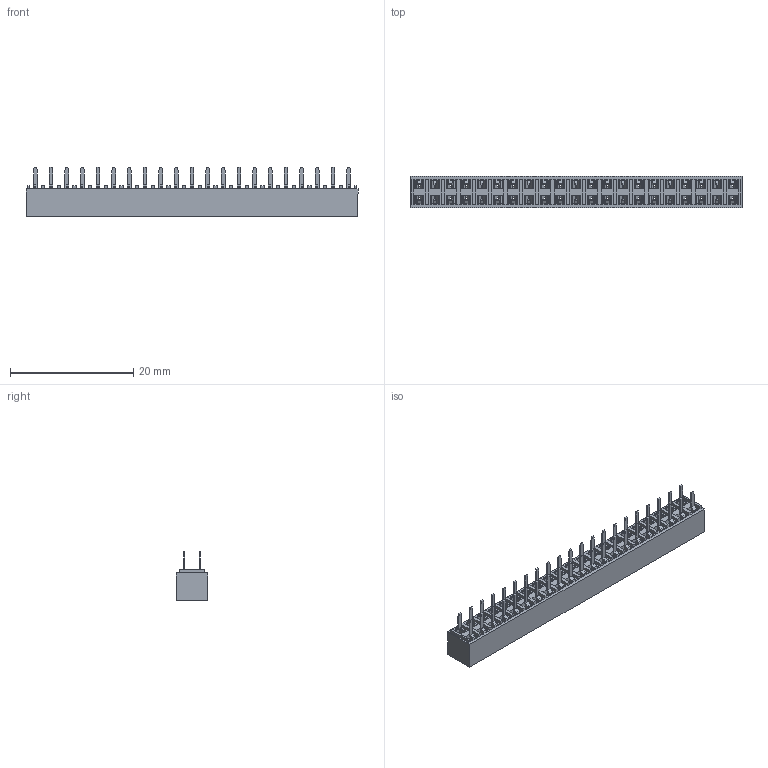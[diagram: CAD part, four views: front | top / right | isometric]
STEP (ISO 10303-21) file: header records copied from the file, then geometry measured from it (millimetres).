
FILE_DESCRIPTION (( 'STEP AP214' ), '1' );
FILE_NAME ('FFH25410-D42S1014K6K-REF.STEP', '2026-01-14T01:34:37', ( '' ), ( '' ), 'SwSTEP 2.0', 'SolidWorks 2021', '' );
FILE_SCHEMA (( 'AUTOMOTIVE_DESIGN' ));
Length unit declared in the file: millimetre
Products named in the file (1): FFH25410-D42S1014K6K-REF
Bounding box: 53.84 x 5.08 x 8 mm (x, y, z)
Volume: 987.5 mm3; surface area: 3299 mm2
Topology: 1 solids, 1 shells, 3242 faces, 8232 edges, 4972 vertices
Faces by surface type: plane 2570, cylinder 672
Entity records: 95354 total; most frequent: ORIENTED_EDGE 16464, CARTESIAN_POINT 16447, DIRECTION 16062, EDGE_CURVE 8232, VECTOR 6888, LINE 6888, VERTEX_POINT 4972, AXIS2_PLACEMENT_3D 4587
